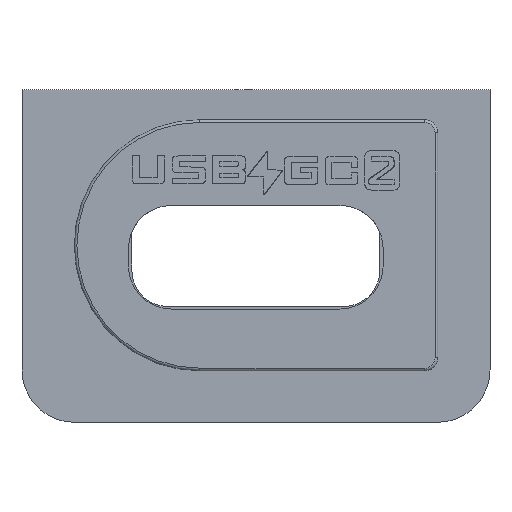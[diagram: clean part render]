
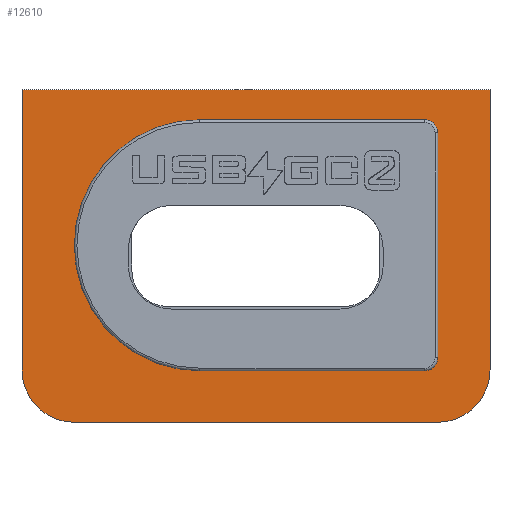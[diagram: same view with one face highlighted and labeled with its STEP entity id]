
A CAD part, front view. The second image highlights one B-rep face of the part: STEP entity #12610.
In plain terms, the highlighted planar face has unit normal (0, -1, 0).
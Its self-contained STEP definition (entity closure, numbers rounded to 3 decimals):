
#50=CIRCLE('',#12732,0.5);
#51=CIRCLE('',#12735,4.8);
#66=CIRCLE('',#12779,0.5);
#68=CIRCLE('',#12787,2.);
#70=CIRCLE('',#12791,2.);
#83=FACE_BOUND('',#1554,.T.);
#209=PLANE('',#12792);
#875=FACE_OUTER_BOUND('',#1553,.T.);
#1553=EDGE_LOOP('',(#11382,#11383,#11384,#11385,#11386,#11387));
#1554=EDGE_LOOP('',(#11388,#11389,#11390,#11391,#11392,#11393));
#2329=LINE('',#24588,#3174);
#2387=LINE('',#24738,#3232);
#2388=LINE('',#24740,#3233);
#2391=LINE('',#24748,#3236);
#2394=LINE('',#24754,#3239);
#2397=LINE('',#24760,#3242);
#2401=LINE('',#24772,#3246);
#3174=VECTOR('',#13807,10.);
#3232=VECTOR('',#13959,10.);
#3233=VECTOR('',#13962,10.);
#3236=VECTOR('',#13967,10.);
#3239=VECTOR('',#13972,10.);
#3242=VECTOR('',#13977,10.);
#3246=VECTOR('',#13989,10.);
#5530=VERTEX_POINT('',#24580);
#5531=VERTEX_POINT('',#24582);
#5532=VERTEX_POINT('',#24586);
#5533=VERTEX_POINT('',#24590);
#5576=VERTEX_POINT('',#24732);
#5577=VERTEX_POINT('',#24734);
#5580=VERTEX_POINT('',#24745);
#5581=VERTEX_POINT('',#24747);
#5583=VERTEX_POINT('',#24753);
#5585=VERTEX_POINT('',#24759);
#5587=VERTEX_POINT('',#24765);
#5589=VERTEX_POINT('',#24771);
#7435=EDGE_CURVE('',#5531,#5530,#50,.T.);
#7438=EDGE_CURVE('',#5530,#5532,#2329,.T.);
#7440=EDGE_CURVE('',#5532,#5533,#51,.T.);
#7510=EDGE_CURVE('',#5577,#5576,#66,.T.);
#7512=EDGE_CURVE('',#5576,#5531,#2387,.T.);
#7513=EDGE_CURVE('',#5533,#5577,#2388,.T.);
#7516=EDGE_CURVE('',#5581,#5580,#2391,.T.);
#7519=EDGE_CURVE('',#5583,#5581,#2394,.T.);
#7522=EDGE_CURVE('',#5585,#5583,#2397,.T.);
#7525=EDGE_CURVE('',#5587,#5585,#68,.T.);
#7528=EDGE_CURVE('',#5589,#5587,#2401,.T.);
#7531=EDGE_CURVE('',#5580,#5589,#70,.T.);
#11382=ORIENTED_EDGE('',*,*,#7531,.T.);
#11383=ORIENTED_EDGE('',*,*,#7528,.T.);
#11384=ORIENTED_EDGE('',*,*,#7525,.T.);
#11385=ORIENTED_EDGE('',*,*,#7522,.T.);
#11386=ORIENTED_EDGE('',*,*,#7519,.T.);
#11387=ORIENTED_EDGE('',*,*,#7516,.T.);
#11388=ORIENTED_EDGE('',*,*,#7510,.T.);
#11389=ORIENTED_EDGE('',*,*,#7512,.T.);
#11390=ORIENTED_EDGE('',*,*,#7435,.T.);
#11391=ORIENTED_EDGE('',*,*,#7438,.T.);
#11392=ORIENTED_EDGE('',*,*,#7440,.T.);
#11393=ORIENTED_EDGE('',*,*,#7513,.T.);
#12610=ADVANCED_FACE('',(#875,#83),#209,.T.);
#12732=AXIS2_PLACEMENT_3D('',#24583,#13801,#13802);
#12735=AXIS2_PLACEMENT_3D('',#24592,#13811,#13812);
#12779=AXIS2_PLACEMENT_3D('',#24735,#13954,#13955);
#12787=AXIS2_PLACEMENT_3D('',#24766,#13983,#13984);
#12791=AXIS2_PLACEMENT_3D('',#24776,#13995,#13996);
#12792=AXIS2_PLACEMENT_3D('',#24777,#13997,#13998);
#13801=DIRECTION('center_axis',(0.,1.,0.));
#13802=DIRECTION('ref_axis',(0.,0.,-1.));
#13807=DIRECTION('',(-1.,0.,0.));
#13811=DIRECTION('center_axis',(0.,1.,0.));
#13812=DIRECTION('ref_axis',(0.002,0.,1.));
#13954=DIRECTION('center_axis',(0.,1.,0.));
#13955=DIRECTION('ref_axis',(1.,0.,0.));
#13959=DIRECTION('',(0.,0.,-1.));
#13962=DIRECTION('',(1.,0.,0.));
#13967=DIRECTION('',(0.,0.,-1.));
#13972=DIRECTION('',(-1.,0.,0.));
#13977=DIRECTION('',(0.,0.,1.));
#13983=DIRECTION('center_axis',(0.,-1.,0.));
#13984=DIRECTION('ref_axis',(0.,0.,-1.));
#13989=DIRECTION('',(1.,0.,0.));
#13995=DIRECTION('center_axis',(0.,-1.,0.));
#13996=DIRECTION('ref_axis',(-1.,0.,0.));
#13997=DIRECTION('center_axis',(0.,-1.,0.));
#13998=DIRECTION('ref_axis',(1.,0.,0.));
#24580=CARTESIAN_POINT('',(60.111,-22.171,-10.24));
#24582=CARTESIAN_POINT('',(60.611,-22.171,-9.74));
#24583=CARTESIAN_POINT('Origin',(60.111,-22.171,-9.74));
#24586=CARTESIAN_POINT('',(51.511,-22.171,-10.24));
#24588=CARTESIAN_POINT('',(52.586,-22.171,-10.24));
#24590=CARTESIAN_POINT('',(51.501,-22.171,-0.64));
#24592=CARTESIAN_POINT('Origin',(51.511,-22.171,-5.44));
#24732=CARTESIAN_POINT('',(60.611,-22.171,-1.14));
#24734=CARTESIAN_POINT('',(60.111,-22.171,-0.64));
#24735=CARTESIAN_POINT('Origin',(60.111,-22.171,-1.14));
#24738=CARTESIAN_POINT('',(60.611,-22.171,-7.795));
#24740=CARTESIAN_POINT('',(56.886,-22.171,-0.64));
#24745=CARTESIAN_POINT('',(44.711,-22.171,-10.21));
#24747=CARTESIAN_POINT('',(44.711,-22.171,0.51));
#24748=CARTESIAN_POINT('',(44.711,-22.171,-10.21));
#24753=CARTESIAN_POINT('',(62.611,-22.171,0.51));
#24754=CARTESIAN_POINT('',(44.711,-22.171,0.51));
#24759=CARTESIAN_POINT('',(62.611,-22.171,-10.21));
#24760=CARTESIAN_POINT('',(62.611,-22.171,0.51));
#24765=CARTESIAN_POINT('',(60.611,-22.171,-12.21));
#24766=CARTESIAN_POINT('Origin',(60.611,-22.171,-10.21));
#24771=CARTESIAN_POINT('',(46.711,-22.171,-12.21));
#24772=CARTESIAN_POINT('',(60.611,-22.171,-12.21));
#24776=CARTESIAN_POINT('Origin',(46.711,-22.171,-10.21));
#24777=CARTESIAN_POINT('Origin',(53.661,-22.171,-5.85));
